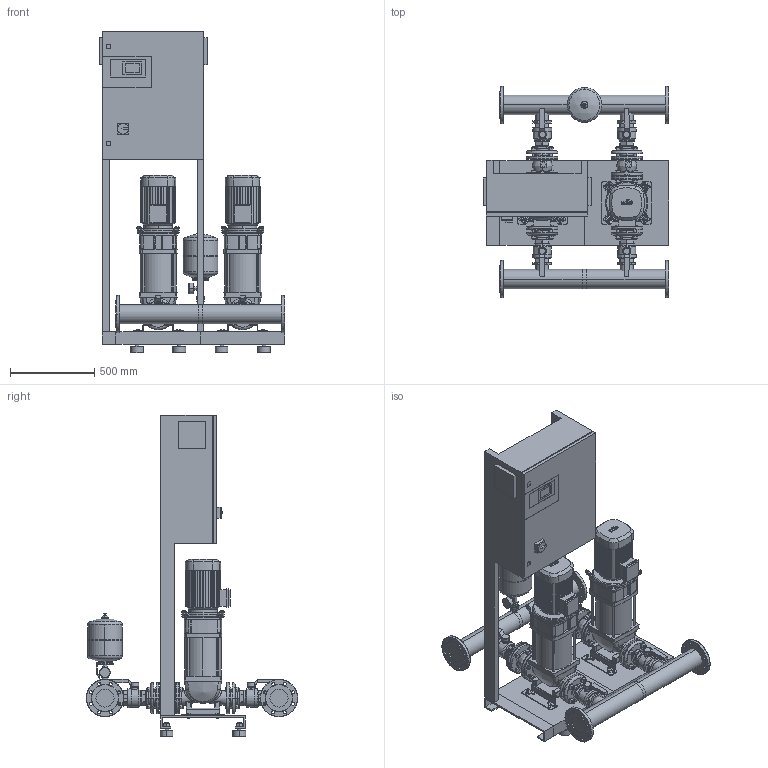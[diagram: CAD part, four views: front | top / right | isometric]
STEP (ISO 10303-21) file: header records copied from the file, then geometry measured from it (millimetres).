
FILE_DESCRIPTION((''),'2;1');
FILE_NAME('3d_CO-2HELIXV3602_K_CC-01-2530584.stp','2016-01-25T10:07:15',(''),(''),'Mechanical Desktop 2009','Mechanical Desktop 2009',', , ');
FILE_SCHEMA(('CONFIG_CONTROL_DESIGN'));
Length unit declared in the file: millimetre
Products named in the file (1): Product
Bounding box: 1100 x 1250 x 1905 mm (x, y, z)
Volume: 245081023.8 mm3; surface area: 11071924.6 mm2
Topology: 131 solids, 131 shells, 3875 faces, 9925 edges, 6430 vertices
Faces by surface type: plane 1416, bspline 1399, cylinder 790, cone 144, torus 124, sphere 2
Entity records: 136078 total; most frequent: CARTESIAN_POINT 43689, ORIENTED_EDGE 19782, DIRECTION 17997, EDGE_CURVE 9891, VERTEX_POINT 6416, AXIS2_PLACEMENT_3D 6091, VECTOR 5815, LINE 5815
